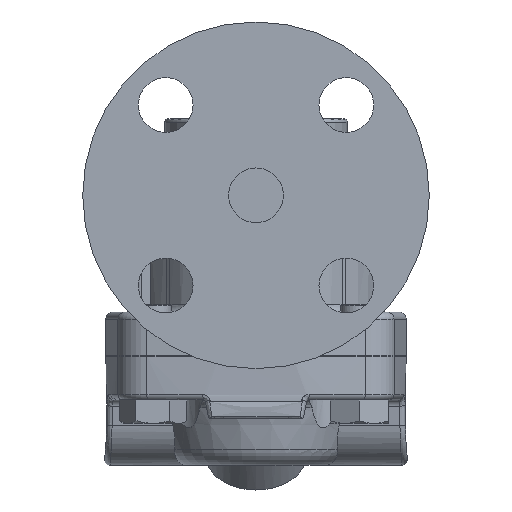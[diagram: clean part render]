
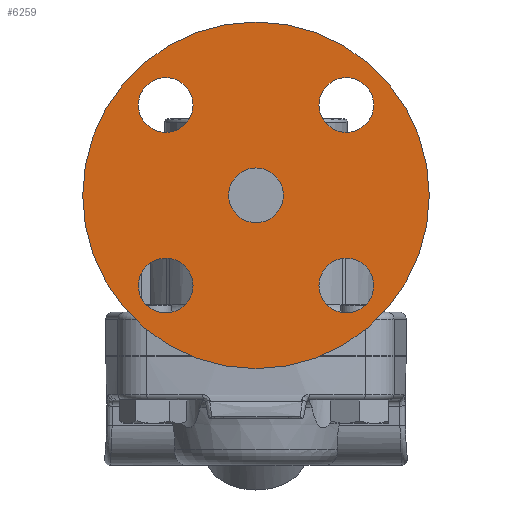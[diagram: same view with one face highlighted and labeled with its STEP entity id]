
A CAD part, left-side view. The second image highlights one B-rep face of the part: STEP entity #6259.
In plain terms, the highlighted planar face has unit normal (-1, 0, 0).
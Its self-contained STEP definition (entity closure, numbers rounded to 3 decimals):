
#219=FACE_BOUND('',#1751,.T.);
#220=FACE_BOUND('',#1752,.T.);
#221=FACE_BOUND('',#1753,.T.);
#222=FACE_BOUND('',#1754,.T.);
#223=FACE_BOUND('',#1755,.T.);
#604=PLANE('',#6722);
#1329=FACE_OUTER_BOUND('',#1750,.T.);
#1750=EDGE_LOOP('',(#4238));
#1751=EDGE_LOOP('',(#4239));
#1752=EDGE_LOOP('',(#4240));
#1753=EDGE_LOOP('',(#4241));
#1754=EDGE_LOOP('',(#4242));
#1755=EDGE_LOOP('',(#4243));
#2189=CIRCLE('',#6690,7.5);
#2191=CIRCLE('',#6694,7.5);
#2193=CIRCLE('',#6697,7.5);
#2195=CIRCLE('',#6700,7.5);
#2197=CIRCLE('',#6703,7.5);
#2206=CIRCLE('',#6717,47.5);
#2563=VERTEX_POINT('',#8980);
#2565=VERTEX_POINT('',#8987);
#2567=VERTEX_POINT('',#8993);
#2569=VERTEX_POINT('',#8999);
#2571=VERTEX_POINT('',#9005);
#2583=VERTEX_POINT('',#9051);
#3174=EDGE_CURVE('',#2563,#2563,#2189,.T.);
#3177=EDGE_CURVE('',#2565,#2565,#2191,.T.);
#3180=EDGE_CURVE('',#2567,#2567,#2193,.T.);
#3183=EDGE_CURVE('',#2569,#2569,#2195,.T.);
#3186=EDGE_CURVE('',#2571,#2571,#2197,.T.);
#3201=EDGE_CURVE('',#2583,#2583,#2206,.T.);
#4238=ORIENTED_EDGE('',*,*,#3201,.T.);
#4239=ORIENTED_EDGE('',*,*,#3174,.T.);
#4240=ORIENTED_EDGE('',*,*,#3177,.T.);
#4241=ORIENTED_EDGE('',*,*,#3180,.T.);
#4242=ORIENTED_EDGE('',*,*,#3183,.T.);
#4243=ORIENTED_EDGE('',*,*,#3186,.T.);
#6259=ADVANCED_FACE('',(#1329,#219,#220,#221,#222,#223),#604,.T.);
#6690=AXIS2_PLACEMENT_3D('',#8981,#7375,#7376);
#6694=AXIS2_PLACEMENT_3D('',#8988,#7384,#7385);
#6697=AXIS2_PLACEMENT_3D('',#8994,#7391,#7392);
#6700=AXIS2_PLACEMENT_3D('',#9000,#7398,#7399);
#6703=AXIS2_PLACEMENT_3D('',#9006,#7405,#7406);
#6717=AXIS2_PLACEMENT_3D('',#9052,#7437,#7438);
#6722=AXIS2_PLACEMENT_3D('',#9060,#7449,#7450);
#7375=DIRECTION('center_axis',(1.,0.,0.));
#7376=DIRECTION('ref_axis',(0.,0.,-1.));
#7384=DIRECTION('center_axis',(1.,0.,0.));
#7385=DIRECTION('ref_axis',(0.,-1.,0.));
#7391=DIRECTION('center_axis',(1.,0.,0.));
#7392=DIRECTION('ref_axis',(0.,0.,-1.));
#7398=DIRECTION('center_axis',(1.,0.,0.));
#7399=DIRECTION('ref_axis',(0.,1.,0.));
#7405=DIRECTION('center_axis',(1.,0.,0.));
#7406=DIRECTION('ref_axis',(0.,0.,1.));
#7437=DIRECTION('center_axis',(-1.,0.,0.));
#7438=DIRECTION('ref_axis',(0.,0.,1.));
#7449=DIRECTION('center_axis',(-1.,0.,0.));
#7450=DIRECTION('ref_axis',(0.,0.,1.));
#8980=CARTESIAN_POINT('',(-87.5,0.,51.5));
#8981=CARTESIAN_POINT('Origin',(-87.5,0.,44.));
#8987=CARTESIAN_POINT('',(-87.5,-17.249,19.251));
#8988=CARTESIAN_POINT('Origin',(-87.5,-24.749,19.251));
#8993=CARTESIAN_POINT('',(-87.5,24.749,26.751));
#8994=CARTESIAN_POINT('Origin',(-87.5,24.749,19.251));
#8999=CARTESIAN_POINT('',(-87.5,17.249,68.749));
#9000=CARTESIAN_POINT('Origin',(-87.5,24.749,68.749));
#9005=CARTESIAN_POINT('',(-87.5,-24.749,61.249));
#9006=CARTESIAN_POINT('Origin',(-87.5,-24.749,68.749));
#9051=CARTESIAN_POINT('',(-87.5,0.,-3.5));
#9052=CARTESIAN_POINT('Origin',(-87.5,0.,44.));
#9060=CARTESIAN_POINT('Origin',(-87.5,0.,55.25));
